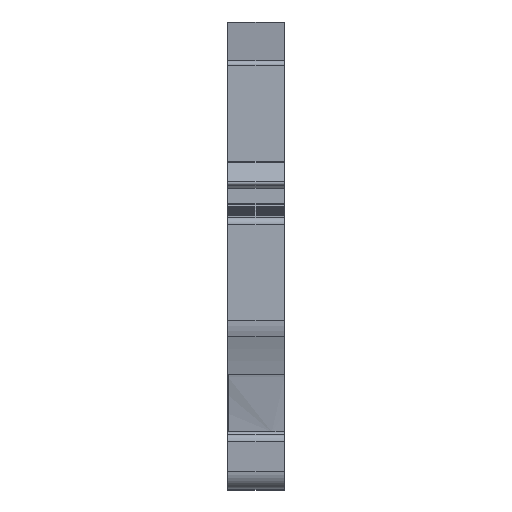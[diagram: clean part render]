
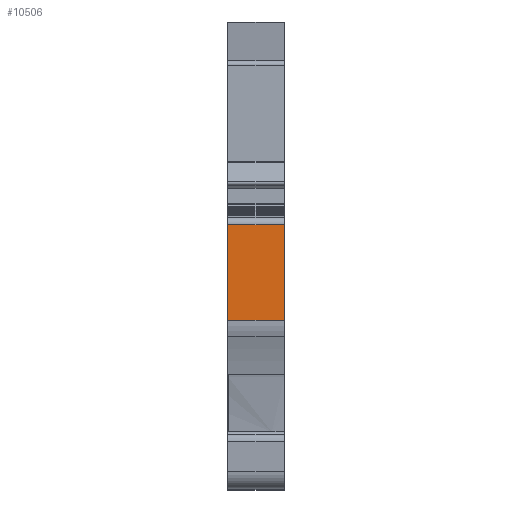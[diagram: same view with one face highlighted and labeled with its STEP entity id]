
A CAD part, front view. The second image highlights one B-rep face of the part: STEP entity #10506.
In plain terms, the highlighted planar face has unit normal (0, -1, 0).
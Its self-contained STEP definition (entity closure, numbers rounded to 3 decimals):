
#10488=AXIS2_PLACEMENT_3D('Plane Axis2P3D',#10485,#10486,#10487) ;
#7888=CARTESIAN_POINT('Vertex',(0.,0.768,28.502)) ;
#7891=CARTESIAN_POINT('Line Origine',(3.66,0.768,28.502)) ;
#7895=CARTESIAN_POINT('Vertex',(6.1,0.768,28.502)) ;
#10462=CARTESIAN_POINT('Vertex',(0.,0.768,18.235)) ;
#10469=CARTESIAN_POINT('Vertex',(6.1,0.768,18.235)) ;
#10472=CARTESIAN_POINT('Line Origine',(3.66,0.768,18.235)) ;
#10485=CARTESIAN_POINT('Axis2P3D Location',(0.,0.768,18.957)) ;
#10490=CARTESIAN_POINT('Line Origine',(6.1,0.768,23.369)) ;
#10495=CARTESIAN_POINT('Line Origine',(0.,0.768,23.369)) ;
#7892=DIRECTION('Vector Direction',(-1.,0.,0.)) ;
#10473=DIRECTION('Vector Direction',(-1.,0.,0.)) ;
#10486=DIRECTION('Axis2P3D Direction',(0.,-1.,0.)) ;
#10487=DIRECTION('Axis2P3D XDirection',(0.,0.,-1.)) ;
#10491=DIRECTION('Vector Direction',(0.,0.,-1.)) ;
#10496=DIRECTION('Vector Direction',(0.,0.,1.)) ;
#7893=VECTOR('Line Direction',#7892,1.) ;
#10474=VECTOR('Line Direction',#10473,1.) ;
#10492=VECTOR('Line Direction',#10491,1.) ;
#10497=VECTOR('Line Direction',#10496,1.) ;
#10501=ORIENTED_EDGE('',*,*,#10494,.F.) ;
#10502=ORIENTED_EDGE('',*,*,#7897,.F.) ;
#10503=ORIENTED_EDGE('',*,*,#10499,.F.) ;
#10504=ORIENTED_EDGE('',*,*,#10476,.T.) ;
#10506=ADVANCED_FACE('Hauptk\X2\00F6\X0\rper',(#10505),#10489,.T.) ;
#7897=EDGE_CURVE('',#7889,#7896,#7894,.F.) ;
#10476=EDGE_CURVE('',#10463,#10470,#10475,.F.) ;
#10494=EDGE_CURVE('',#7896,#10470,#10493,.T.) ;
#10499=EDGE_CURVE('',#10463,#7889,#10498,.T.) ;
#10500=EDGE_LOOP('',(#10501,#10502,#10503,#10504)) ;
#10505=FACE_OUTER_BOUND('',#10500,.T.) ;
#7894=LINE('Line',#7891,#7893) ;
#10475=LINE('Line',#10472,#10474) ;
#10493=LINE('Line',#10490,#10492) ;
#10498=LINE('Line',#10495,#10497) ;
#10489=PLANE('',#10488) ;
#7889=VERTEX_POINT('',#7888) ;
#7896=VERTEX_POINT('',#7895) ;
#10463=VERTEX_POINT('',#10462) ;
#10470=VERTEX_POINT('',#10469) ;
